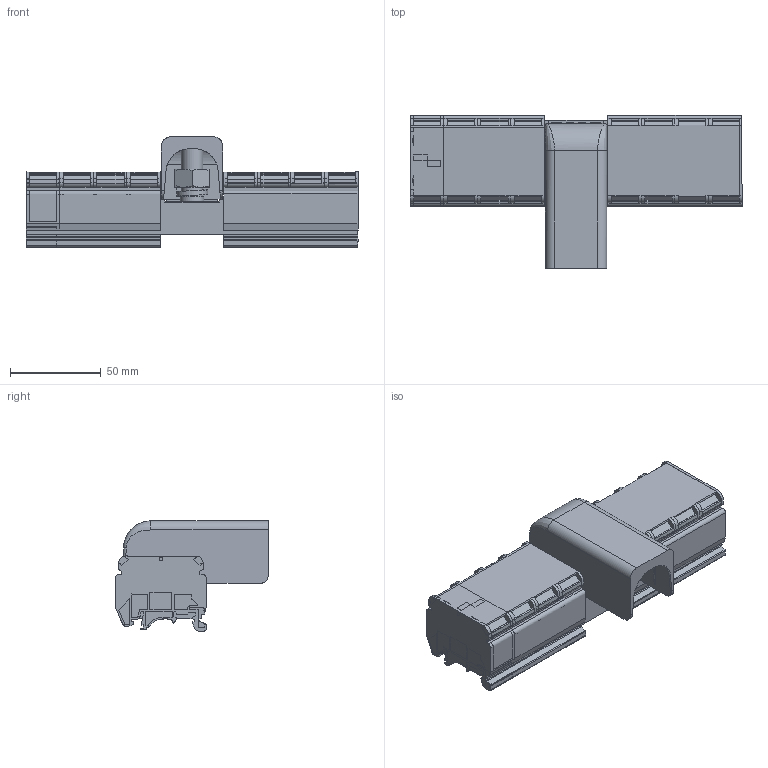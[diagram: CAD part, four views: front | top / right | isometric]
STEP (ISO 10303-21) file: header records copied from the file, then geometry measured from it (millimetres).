
FILE_DESCRIPTION(/* description */ ('Unknown'),/* implementation_level */ '2;1');
FILE_NAME(/* name */ 'DBK150-M6C-1X8_3D_SOLID',/* time_stamp */ '2025-03-24T11:06:42+06:00',/* author */ ('Unknown'),/* organization */ ('Unknown'),/* preprocessor_version */ 'ST-DEVELOPER v16.7',/* originating_system */ 'Solid Edge',/* authorisation */ 'Unknown');
FILE_SCHEMA (('AUTOMOTIVE_DESIGN {1 0 10303 214 3 1 1}'));
Products named in the file (1): DBK150-M6C-1X8_3D_SOLID
Bounding box: 183.07 x 84.38 x 60.75 mm (x, y, z)
Volume: 308560.5 mm3; surface area: 91721.8 mm2
Topology: 3 solids, 20 shells, 1677 faces, 4787 edges, 3135 vertices
Faces by surface type: plane 1112, cylinder 453, bspline 57, cone 32, torus 13, sphere 10
Full cylindrical faces by diameter (mm): 1.5 x8, 1.98 x1, 3 x4, 3.15 x4, 3.5 x4, 6 x6, 6.6 x4, 12 x4, 12.5 x2, 13 x2
Entity records: 66937 total; most frequent: CARTESIAN_POINT 11816, ORIENTED_EDGE 9306, DIRECTION 8709, EDGE_CURVE 4653, LINE 3315, VECTOR 3315, VERTEX_POINT 3090, AXIS2_PLACEMENT_3D 2697
